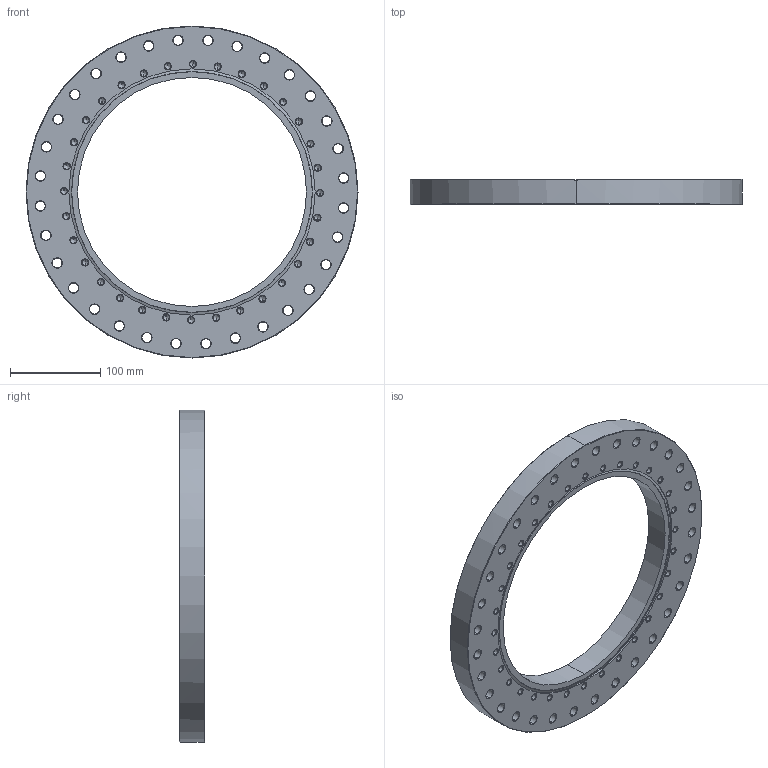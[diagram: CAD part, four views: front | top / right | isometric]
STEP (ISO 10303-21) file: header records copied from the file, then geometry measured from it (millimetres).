
FILE_DESCRIPTION (( 'STEP AP214' ), '1' );
FILE_NAME ('Hositrad_CFA300-250D-ISO.STEP', '2017-05-09T07:25:46', ( 'Gebruiker' ), ( '' ), 'SwSTEP 2.0', 'SolidWorks 2017', '' );
FILE_SCHEMA (( 'AUTOMOTIVE_DESIGN' ));
Length unit declared in the file: millimetre
Products named in the file (1): Hositrad_CFA300-250D-ISO
Bounding box: 368.3 x 28 x 368.3 mm (x, y, z)
Volume: 1408645.1 mm3; surface area: 205854.6 mm2
Topology: 1 solids, 1 shells, 415 faces, 970 edges, 526 vertices
Faces by surface type: cone 268, cylinder 136, plane 11
Entity records: 12146 total; most frequent: DIRECTION 2218, CARTESIAN_POINT 1860, ORIENTED_EDGE 1812, EDGE_CURVE 906, AXIS2_PLACEMENT_3D 900, VERTEX_POINT 526, EDGE_LOOP 514, CIRCLE 484
